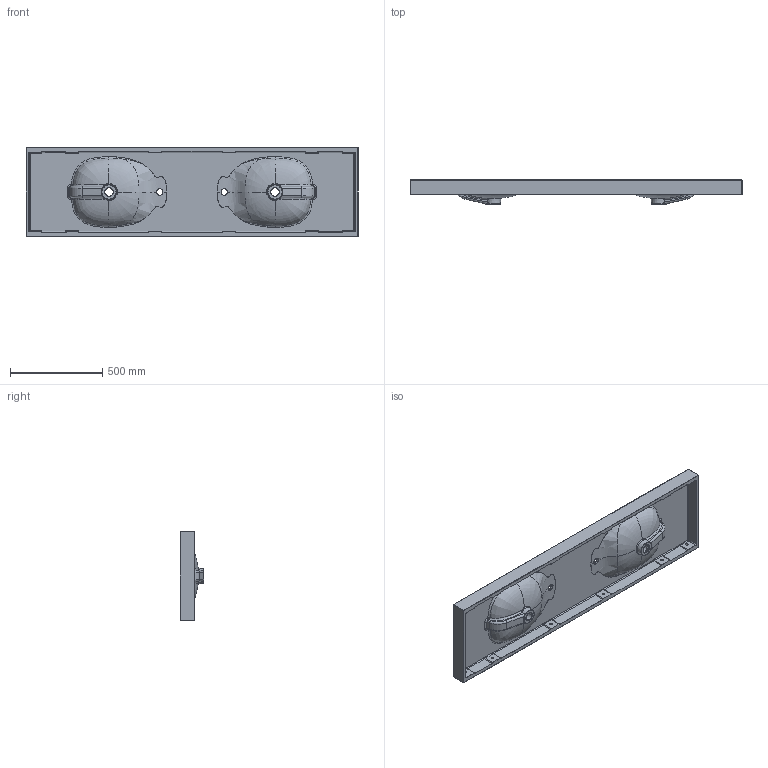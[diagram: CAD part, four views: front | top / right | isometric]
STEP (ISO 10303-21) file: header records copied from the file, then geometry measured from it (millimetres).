
FILE_DESCRIPTION((''),'2;1');
FILE_NAME('KADO_LUSSI_1800_DBL_A','2022-08-18T16:34:41',('gshvetsov'),(''),'CREO PARAMETRIC BY PTC INC, 2022014','CREO PARAMETRIC BY PTC INC, 2022014','');
FILE_SCHEMA(('CONFIG_CONTROL_DESIGN'));
Length unit declared in the file: millimetre
Products named in the file (1): KADO_LUSSI_1800_DBL_A
Bounding box: 1800 x 130 x 480 mm (x, y, z)
Volume: 20731843.1 mm3; surface area: 2550537.3 mm2
Topology: 1 solids, 1 shells, 370 faces, 907 edges, 534 vertices
Faces by surface type: bspline 172, cylinder 91, plane 63, torus 20, sphere 12, extrusion 8, cone 4
Entity records: 28207 total; most frequent: CARTESIAN_POINT 20839, ORIENTED_EDGE 1814, DIRECTION 1104, EDGE_CURVE 907, VERTEX_POINT 534, B_SPLINE_CURVE_WITH_KNOTS 447, AXIS2_PLACEMENT_3D 438, EDGE_LOOP 389
